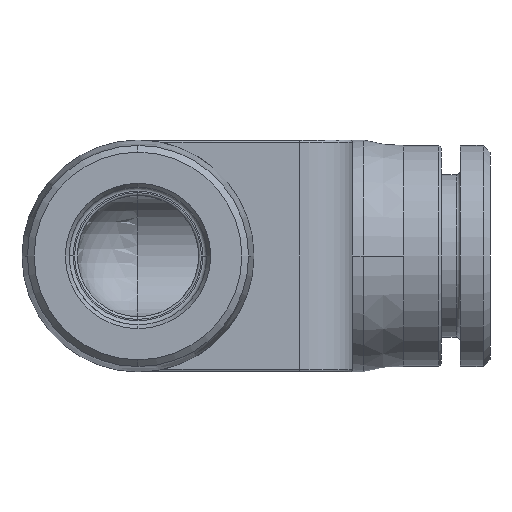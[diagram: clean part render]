
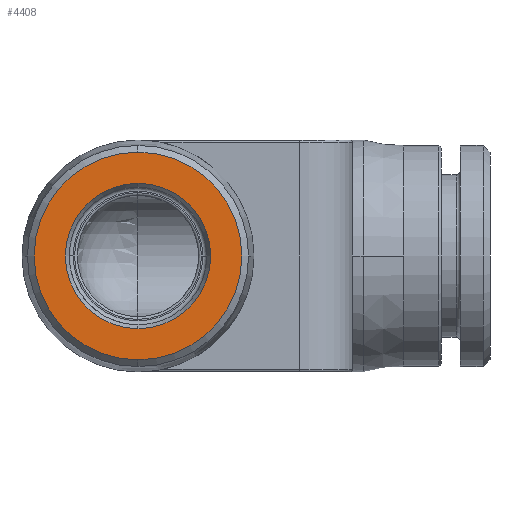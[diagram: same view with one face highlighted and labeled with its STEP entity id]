
A CAD part, left-side view. The second image highlights one B-rep face of the part: STEP entity #4408.
In plain terms, the highlighted planar face has unit normal (-1, 0, 0).
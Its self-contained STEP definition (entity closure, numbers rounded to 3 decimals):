
#1480=CARTESIAN_POINT('',(-26.1,0.,0.));
#1481=DIRECTION('',(-1.,0.,0.));
#1482=DIRECTION('',(0.,0.,-1.));
#1483=AXIS2_PLACEMENT_3D('',#1480,#1481,#1482);
#1493=CARTESIAN_POINT('',(-26.1,0.,0.));
#1494=DIRECTION('',(1.,0.,0.));
#1495=DIRECTION('',(0.,0.,-1.));
#1496=AXIS2_PLACEMENT_3D('',#1493,#1494,#1495);
#1498=CARTESIAN_POINT('',(-26.1,0.,0.));
#1499=DIRECTION('',(1.,0.,0.));
#1500=DIRECTION('',(0.,0.,-1.));
#1501=AXIS2_PLACEMENT_3D('',#1498,#1499,#1500);
#1503=CARTESIAN_POINT('',(-26.1,0.,0.));
#1504=DIRECTION('',(-1.,0.,0.));
#1505=DIRECTION('',(0.,0.,-1.));
#1506=AXIS2_PLACEMENT_3D('',#1503,#1504,#1505);
#2582=CARTESIAN_POINT('',(-26.1,0.,-5.389));
#2584=VERTEX_POINT('',#2582);
#2585=CARTESIAN_POINT('',(-26.1,0.,-7.7));
#2587=VERTEX_POINT('',#2585);
#2592=CARTESIAN_POINT('',(-26.1,0.,5.389));
#2594=VERTEX_POINT('',#2592);
#2595=CARTESIAN_POINT('',(-26.1,0.,7.7));
#2597=VERTEX_POINT('',#2595);
#4393=CARTESIAN_POINT('',(-26.1,0.,0.));
#4394=DIRECTION('',(-1.,0.,0.));
#4395=DIRECTION('',(0.,0.,1.));
#4396=AXIS2_PLACEMENT_3D('',#4393,#4394,#4395);
#4397=PLANE('',#4396);
#4398=ORIENTED_EDGE('',*,*,#4372,.F.);
#4399=ORIENTED_EDGE('',*,*,#4388,.T.);
#4400=EDGE_LOOP('',(#4398,#4399));
#4401=FACE_OUTER_BOUND('',#4400,.F.);
#4403=ORIENTED_EDGE('',*,*,#4402,.F.);
#4405=ORIENTED_EDGE('',*,*,#4404,.T.);
#4406=EDGE_LOOP('',(#4403,#4405));
#4407=FACE_BOUND('',#4406,.F.);
#4408=ADVANCED_FACE('',(#4401,#4407),#4397,.T.);
#1484=CIRCLE('',#1483,7.7);
#1497=CIRCLE('',#1496,7.7);
#1502=CIRCLE('',#1501,5.389);
#1507=CIRCLE('',#1506,5.389);
#4372=EDGE_CURVE('',#2587,#2597,#1484,.T.);
#4388=EDGE_CURVE('',#2587,#2597,#1497,.T.);
#4402=EDGE_CURVE('',#2584,#2594,#1502,.T.);
#4404=EDGE_CURVE('',#2584,#2594,#1507,.T.);
